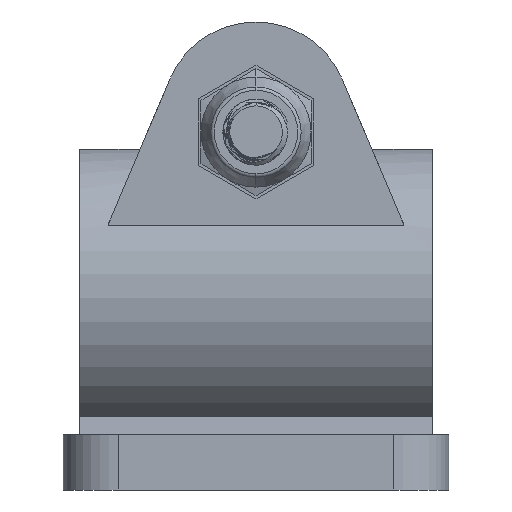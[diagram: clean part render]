
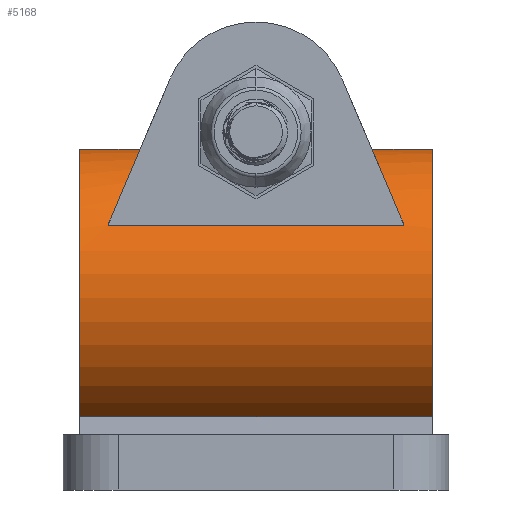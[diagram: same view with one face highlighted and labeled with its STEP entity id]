
A CAD part, front view. The second image highlights one B-rep face of the part: STEP entity #5168.
In plain terms, the highlighted cylindrical face has radius 13 mm (diameter 26 mm), a partial arc.
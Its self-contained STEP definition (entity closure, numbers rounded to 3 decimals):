
#96 = ORIENTED_EDGE ( 'NONE', *, *, #7043, .F. ) ;
#141 = CARTESIAN_POINT ( 'NONE',  ( -16., -11.5, 24.062 ) ) ;
#214 = VECTOR ( 'NONE', #2268, 1000. ) ;
#297 = VERTEX_POINT ( 'NONE', #5739 ) ;
#549 = VERTEX_POINT ( 'NONE', #3058 ) ;
#626 = CARTESIAN_POINT ( 'NONE',  ( -13.435, -11.5, 24.062 ) ) ;
#653 = CARTESIAN_POINT ( 'NONE',  ( -11.761, -9.415, 28.018 ) ) ;
#1013 = ORIENTED_EDGE ( 'NONE', *, *, #3435, .T. ) ;
#1158 = VERTEX_POINT ( 'NONE', #1846 ) ;
#1222 = CARTESIAN_POINT ( 'NONE',  ( -10.525, -1.25, 30.94 ) ) ;
#1247 = CARTESIAN_POINT ( 'NONE',  ( 13.435, -11.5, 24.062 ) ) ;
#1450 =( BOUNDED_CURVE ( )  B_SPLINE_CURVE ( 3, ( #1222, #4674, #653, #626 ),
 .UNSPECIFIED., .F., .T. ) 
 B_SPLINE_CURVE_WITH_KNOTS ( ( 4, 4 ),
 ( 0.096, 1.086 ),
 .UNSPECIFIED. ) 
 CURVE ( )  GEOMETRIC_REPRESENTATION_ITEM ( )  RATIONAL_B_SPLINE_CURVE ( ( 1., 0.92, 0.92, 1. ) ) 
 REPRESENTATION_ITEM ( '' )  );
#1482 = AXIS2_PLACEMENT_3D ( 'NONE', #4989, #5581, #6101 ) ;
#1519 = DIRECTION ( 'NONE',  ( 1., 0., 0. ) ) ;
#1661 = LINE ( 'NONE', #141, #6139 ) ;
#1769 = VERTEX_POINT ( 'NONE', #3021 ) ;
#1846 = CARTESIAN_POINT ( 'NONE',  ( 16., -6.35, 6.656 ) ) ;
#1990 = CARTESIAN_POINT ( 'NONE',  ( 10.707, -5.701, 30.51 ) ) ;
#2184 = ORIENTED_EDGE ( 'NONE', *, *, #6152, .F. ) ;
#2268 = DIRECTION ( 'NONE',  ( 1., 0., 0. ) ) ;
#2465 = DIRECTION ( 'NONE',  ( 1., 0., 0. ) ) ;
#2910 = DIRECTION ( 'NONE',  ( -1., 0., 0. ) ) ;
#2980 = EDGE_LOOP ( 'NONE', ( #4476, #1013, #96, #5956, #5089, #3171, #2184, #5494 ) ) ;
#3021 = CARTESIAN_POINT ( 'NONE',  ( 16., -1.25, 30.94 ) ) ;
#3043 = CARTESIAN_POINT ( 'NONE',  ( -16., 0., 18. ) ) ;
#3058 = CARTESIAN_POINT ( 'NONE',  ( -16., -6.35, 6.656 ) ) ;
#3155 = DIRECTION ( 'NONE',  ( 0., 0., -1. ) ) ;
#3171 = ORIENTED_EDGE ( 'NONE', *, *, #4129, .F. ) ;
#3204 = VERTEX_POINT ( 'NONE', #4185 ) ;
#3311 = LINE ( 'NONE', #5720, #214 ) ;
#3435 = EDGE_CURVE ( 'NONE', #1769, #5878, #6331, .T. ) ;
#3473 = CARTESIAN_POINT ( 'NONE',  ( 16., 0., 18. ) ) ;
#3533 = EDGE_CURVE ( 'NONE', #3204, #6051, #1661, .T. ) ;
#3691 = DIRECTION ( 'NONE',  ( -1., 0., 0. ) ) ;
#3735 = CARTESIAN_POINT ( 'NONE',  ( 13.435, -11.5, 24.062 ) ) ;
#3830 = CIRCLE ( 'NONE', #6474, 13. ) ;
#3940 = EDGE_CURVE ( 'NONE', #549, #1158, #3311, .T. ) ;
#3956 = CARTESIAN_POINT ( 'NONE',  ( -10.525, -1.25, 30.94 ) ) ;
#4012 = CARTESIAN_POINT ( 'NONE',  ( 10.525, -1.25, 30.94 ) ) ;
#4129 = EDGE_CURVE ( 'NONE', #297, #6214, #7337, .T. ) ;
#4185 = CARTESIAN_POINT ( 'NONE',  ( -13.435, -11.5, 24.062 ) ) ;
#4476 = ORIENTED_EDGE ( 'NONE', *, *, #5222, .T. ) ;
#4478 = FACE_OUTER_BOUND ( 'NONE', #2980, .T. ) ;
#4626 = DIRECTION ( 'NONE',  ( 1., 0., 0. ) ) ;
#4674 = CARTESIAN_POINT ( 'NONE',  ( -10.707, -5.701, 30.51 ) ) ;
#4766 = VECTOR ( 'NONE', #3691, 1000. ) ;
#4929 = EDGE_CURVE ( 'NONE', #6214, #3204, #1450, .T. ) ;
#4989 = CARTESIAN_POINT ( 'NONE',  ( -16., 0., 18. ) ) ;
#5089 = ORIENTED_EDGE ( 'NONE', *, *, #4929, .F. ) ;
#5168 = ADVANCED_FACE ( 'NONE', ( #4478 ), #5397, .T. ) ;
#5222 = EDGE_CURVE ( 'NONE', #1158, #1769, #3830, .T. ) ;
#5397 = CYLINDRICAL_SURFACE ( 'NONE', #6066, 13. ) ;
#5450 = CARTESIAN_POINT ( 'NONE',  ( -16., -1.25, 30.94 ) ) ;
#5494 = ORIENTED_EDGE ( 'NONE', *, *, #3940, .T. ) ;
#5581 = DIRECTION ( 'NONE',  ( -1., 0., 0. ) ) ;
#5670 = CIRCLE ( 'NONE', #1482, 13. ) ;
#5720 = CARTESIAN_POINT ( 'NONE',  ( -16., -6.35, 6.656 ) ) ;
#5739 = CARTESIAN_POINT ( 'NONE',  ( -16., -1.25, 30.94 ) ) ;
#5750 = VECTOR ( 'NONE', #4626, 1000. ) ;
#5878 = VERTEX_POINT ( 'NONE', #4012 ) ;
#5956 = ORIENTED_EDGE ( 'NONE', *, *, #3533, .F. ) ;
#6051 = VERTEX_POINT ( 'NONE', #1247 ) ;
#6066 = AXIS2_PLACEMENT_3D ( 'NONE', #3043, #2465, #3155 ) ;
#6073 = CARTESIAN_POINT ( 'NONE',  ( 10.525, -1.25, 30.94 ) ) ;
#6101 = DIRECTION ( 'NONE',  ( 0., 0., 1. ) ) ;
#6131 = CARTESIAN_POINT ( 'NONE',  ( 11.761, -9.415, 28.018 ) ) ;
#6139 = VECTOR ( 'NONE', #1519, 1000. ) ;
#6152 = EDGE_CURVE ( 'NONE', #549, #297, #5670, .T. ) ;
#6214 = VERTEX_POINT ( 'NONE', #3956 ) ;
#6331 = LINE ( 'NONE', #5450, #4766 ) ;
#6474 = AXIS2_PLACEMENT_3D ( 'NONE', #3473, #2910, #7587 ) ;
#6867 = CARTESIAN_POINT ( 'NONE',  ( -16., -1.25, 30.94 ) ) ;
#7043 = EDGE_CURVE ( 'NONE', #6051, #5878, #7285, .T. ) ;
#7285 =( BOUNDED_CURVE ( )  B_SPLINE_CURVE ( 3, ( #3735, #6131, #1990, #6073 ),
 .UNSPECIFIED., .F., .T. ) 
 B_SPLINE_CURVE_WITH_KNOTS ( ( 4, 4 ),
 ( 2.056, 3.045 ),
 .UNSPECIFIED. ) 
 CURVE ( )  GEOMETRIC_REPRESENTATION_ITEM ( )  RATIONAL_B_SPLINE_CURVE ( ( 1., 0.92, 0.92, 1. ) ) 
 REPRESENTATION_ITEM ( '' )  );
#7337 = LINE ( 'NONE', #6867, #5750 ) ;
#7587 = DIRECTION ( 'NONE',  ( 0., 0., 1. ) ) ;
